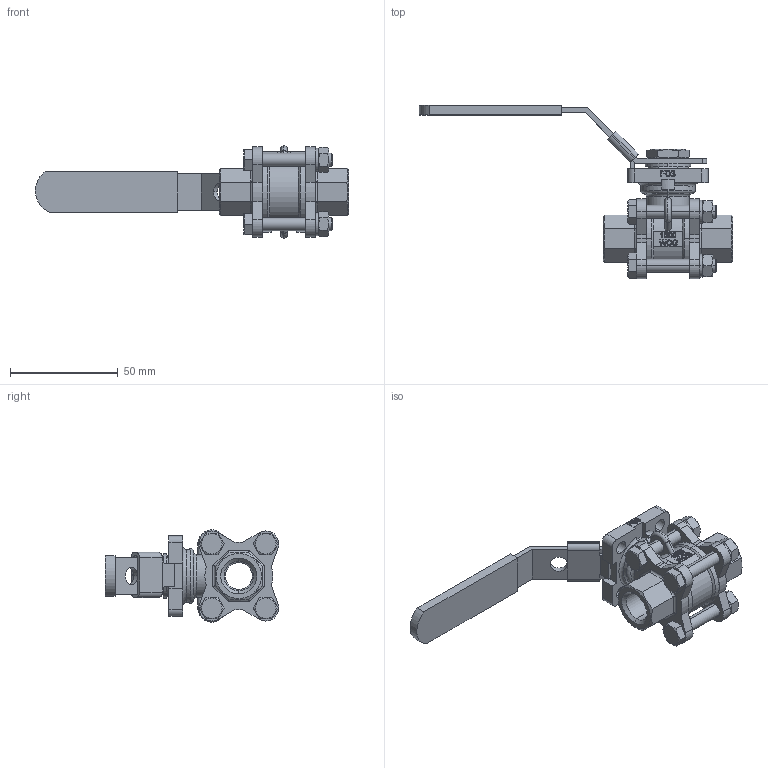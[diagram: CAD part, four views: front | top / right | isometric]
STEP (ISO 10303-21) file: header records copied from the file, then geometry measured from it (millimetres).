
FILE_DESCRIPTION(/* description */ ('Unknown','CAx-IF Rec.Pracs.---Representation and Presentation of Product Manufacturing Information (PMI)---4.0---2014-10-13','CAx-IF Rec.Pracs.---3D Tessellated Geometry---0.4---2014-09-14','2;1'),/* implementation_level */ '2;1');
FILE_NAME(/* name */ '9336-03',/* time_stamp */ '2024-01-24T11:49:11+01:00',/* author */ ('Unknown'),/* organization */ ('Unknown'),/* preprocessor_version */ 'ST-DEVELOPER v18.102',/* originating_system */ 'Solid Edge',/* authorisation */ 'Unknown');
FILE_SCHEMA (('AP242_MANAGED_MODEL_BASED_3D_ENGINEERING_MIM_LF { 1 0 10303 442 1 1 4 }'));
Length unit declared in the file: millimetre
Products named in the file (13): 9336-03; MV-83-DN6(10) BODY; MV-83-DN10 CAP; MV-83-DN6(10) HANDLE  ; MV-83-DN6(10) LOCK DEVICE ; MV-83-DN6(10) NUT STOPPER ; MV-83-DN6(10) PLATE WASHER ; MV-83-DN10 STEM; STEM NUT M12; MV-83-DN6(10) BOLT M6 ; single coil lock washers light type gb_GB_FASTENER_WASHER_SSWL 6; hex thin nuts-grades ab-chamfered gb111_GB_FASTENER_NUT_STNAB M6-C; MV-83-DN6(10) HANDLE COVER 
Assembly tree (23 placements, depth 2):
  9336-03
    MV-83-DN6(10) BODY
    MV-83-DN10 CAP  x2
    MV-83-DN6(10) HANDLE  
    MV-83-DN6(10) LOCK DEVICE 
    MV-83-DN6(10) NUT STOPPER 
    MV-83-DN6(10) PLATE WASHER 
    MV-83-DN10 STEM
    STEM NUT M12  x2
    MV-83-DN6(10) BOLT M6   x4
    single coil lock washers light type gb_GB_FASTENER_WASHER_SSWL 6  x4
    hex thin nuts-grades ab-chamfered gb111_GB_FASTENER_NUT_STNAB M6-C  x4
    MV-83-DN6(10) HANDLE COVER 
Bounding box: 145.46 x 80.53 x 42.88 mm (x, y, z)
Volume: 50845.8 mm3; surface area: 42502.2 mm2
Topology: 23 solids, 23 shells, 806 faces, 2028 edges, 1304 vertices
Faces by surface type: plane 353, cylinder 302, cone 99, bspline 40, torus 12
Entity records: 22479 total; most frequent: CARTESIAN_POINT 8135, ORIENTED_EDGE 3090, DIRECTION 2583, EDGE_CURVE 1545, VERTEX_POINT 998, AXIS2_PLACEMENT_3D 943, LINE 697, VECTOR 697
